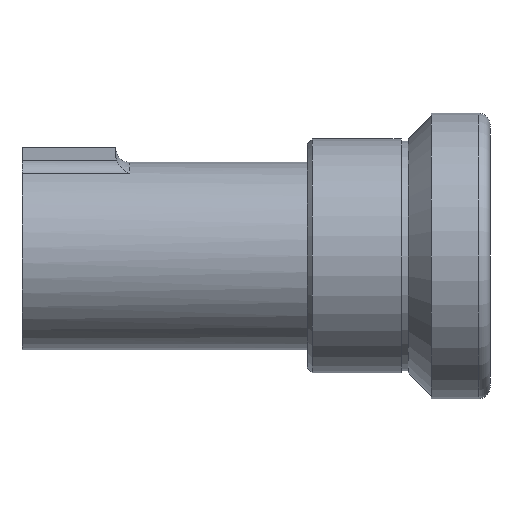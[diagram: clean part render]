
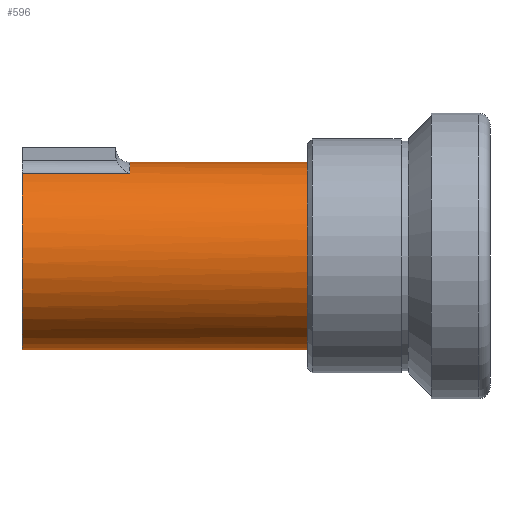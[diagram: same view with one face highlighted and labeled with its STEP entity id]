
A CAD part, left-side view. The second image highlights one B-rep face of the part: STEP entity #596.
In plain terms, the highlighted cylindrical face has radius 4 mm (diameter 8 mm), a partial arc.
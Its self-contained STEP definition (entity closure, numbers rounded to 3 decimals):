
#111 = AXIS2_PLACEMENT_3D ( 'NONE', #804, #1282, #1299 ) ;
#122 = ORIENTED_EDGE ( 'NONE', *, *, #910, .T. ) ;
#129 = DIRECTION ( 'NONE',  ( 0., 0., 1. ) ) ;
#136 = VECTOR ( 'NONE', #1065, 1000. ) ;
#141 = CARTESIAN_POINT ( 'NONE',  ( 0., 7.8, 0. ) ) ;
#145 = DIRECTION ( 'NONE',  ( 0., 1., 0. ) ) ;
#207 = AXIS2_PLACEMENT_3D ( 'NONE', #739, #630, #1104 ) ;
#237 = CIRCLE ( 'NONE', #207, 4. ) ;
#249 = CARTESIAN_POINT ( 'NONE',  ( 0., 7.8, -4. ) ) ;
#261 = VECTOR ( 'NONE', #1294, 1000. ) ;
#266 = VERTEX_POINT ( 'NONE', #249 ) ;
#330 = CYLINDRICAL_SURFACE ( 'NONE', #111, 4. ) ;
#377 = ORIENTED_EDGE ( 'NONE', *, *, #983, .F. ) ;
#383 = DIRECTION ( 'NONE',  ( 0., 0., 1. ) ) ;
#403 = CARTESIAN_POINT ( 'NONE',  ( 0., 7.8, -4. ) ) ;
#410 = VECTOR ( 'NONE', #145, 1000. ) ;
#420 = CARTESIAN_POINT ( 'NONE',  ( 0., 15.4, 4. ) ) ;
#483 = CARTESIAN_POINT ( 'NONE',  ( -1.865, 15.4, 3.538 ) ) ;
#519 = VERTEX_POINT ( 'NONE', #1157 ) ;
#527 = ORIENTED_EDGE ( 'NONE', *, *, #1489, .T. ) ;
#593 = CARTESIAN_POINT ( 'NONE',  ( 0., 7.8, 4. ) ) ;
#596 = ADVANCED_FACE ( 'NONE', ( #929 ), #330, .T. ) ;
#630 = DIRECTION ( 'NONE',  ( 0., -1., 0. ) ) ;
#685 = CARTESIAN_POINT ( 'NONE',  ( -1.865, 7.8, 3.538 ) ) ;
#706 = EDGE_LOOP ( 'NONE', ( #994, #122, #718, #962, #527, #377 ) ) ;
#713 = CIRCLE ( 'NONE', #803, 4. ) ;
#718 = ORIENTED_EDGE ( 'NONE', *, *, #1225, .T. ) ;
#739 = CARTESIAN_POINT ( 'NONE',  ( 0., 15.4, 0. ) ) ;
#771 = CARTESIAN_POINT ( 'NONE',  ( 0., 20., -4. ) ) ;
#803 = AXIS2_PLACEMENT_3D ( 'NONE', #852, #971, #383 ) ;
#804 = CARTESIAN_POINT ( 'NONE',  ( 0., 7.8, 0. ) ) ;
#840 = CARTESIAN_POINT ( 'NONE',  ( -1.865, 20., 3.538 ) ) ;
#852 = CARTESIAN_POINT ( 'NONE',  ( 0., 20., 0. ) ) ;
#853 = CIRCLE ( 'NONE', #1512, 4. ) ;
#900 = VERTEX_POINT ( 'NONE', #840 ) ;
#910 = EDGE_CURVE ( 'NONE', #266, #519, #853, .T. ) ;
#929 = FACE_OUTER_BOUND ( 'NONE', #706, .T. ) ;
#932 = EDGE_CURVE ( 'NONE', #1486, #1148, #237, .T. ) ;
#962 = ORIENTED_EDGE ( 'NONE', *, *, #932, .T. ) ;
#971 = DIRECTION ( 'NONE',  ( 0., 1., 0. ) ) ;
#983 = EDGE_CURVE ( 'NONE', #1444, #900, #713, .T. ) ;
#994 = ORIENTED_EDGE ( 'NONE', *, *, #1346, .F. ) ;
#1065 = DIRECTION ( 'NONE',  ( 0., 1., 0. ) ) ;
#1104 = DIRECTION ( 'NONE',  ( 0., 0., 1. ) ) ;
#1148 = VERTEX_POINT ( 'NONE', #483 ) ;
#1157 = CARTESIAN_POINT ( 'NONE',  ( 0., 7.8, 4. ) ) ;
#1179 = LINE ( 'NONE', #593, #136 ) ;
#1196 = DIRECTION ( 'NONE',  ( 0., 1., 0. ) ) ;
#1210 = LINE ( 'NONE', #403, #410 ) ;
#1225 = EDGE_CURVE ( 'NONE', #519, #1486, #1179, .T. ) ;
#1282 = DIRECTION ( 'NONE',  ( 0., 1., 0. ) ) ;
#1294 = DIRECTION ( 'NONE',  ( 0., 1., 0. ) ) ;
#1299 = DIRECTION ( 'NONE',  ( 0., 0., 1. ) ) ;
#1346 = EDGE_CURVE ( 'NONE', #266, #1444, #1210, .T. ) ;
#1373 = LINE ( 'NONE', #685, #261 ) ;
#1444 = VERTEX_POINT ( 'NONE', #771 ) ;
#1486 = VERTEX_POINT ( 'NONE', #420 ) ;
#1489 = EDGE_CURVE ( 'NONE', #1148, #900, #1373, .T. ) ;
#1512 = AXIS2_PLACEMENT_3D ( 'NONE', #141, #1196, #129 ) ;
